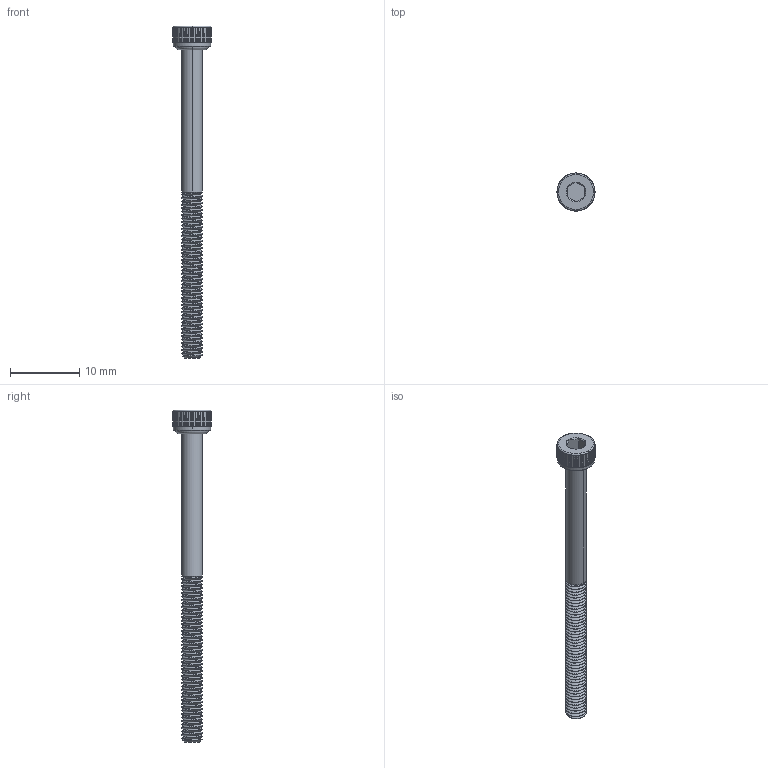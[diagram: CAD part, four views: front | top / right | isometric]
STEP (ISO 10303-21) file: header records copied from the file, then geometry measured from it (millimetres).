
FILE_DESCRIPTION (( 'STEP AP203' ), '1' );
FILE_NAME ('90042A243_Sealing Socket Head Screws.STEP', '2021-10-14T12:33:42', ( 'Administrator' ), ( 'Managed by Terraform' ), 'SwSTEP 2.0', 'SolidWorks 2017', '' );
FILE_SCHEMA (( 'CONFIG_CONTROL_DESIGN' ));
Length unit declared in the file: millimetre
Products named in the file (1): 90042A243_Sealing Socket Head Screws
Bounding box: 5.5 x 5.5 x 48 mm (x, y, z)
Volume: 341.7 mm3; surface area: 676 mm2
Topology: 1 solids, 1 shells, 539 faces, 1380 edges, 845 vertices
Faces by surface type: plane 214, cylinder 166, cone 152, torus 4, bspline 3
Entity records: 21669 total; most frequent: CARTESIAN_POINT 9557, ORIENTED_EDGE 2760, DIRECTION 2269, EDGE_CURVE 1380, VERTEX_POINT 845, AXIS2_PLACEMENT_3D 837, LINE 595, VECTOR 595
